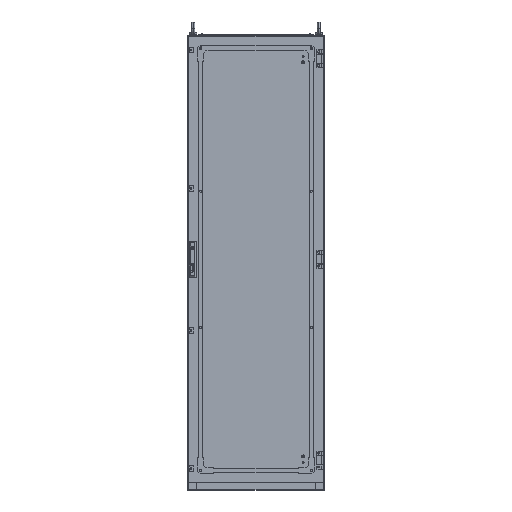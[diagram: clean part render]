
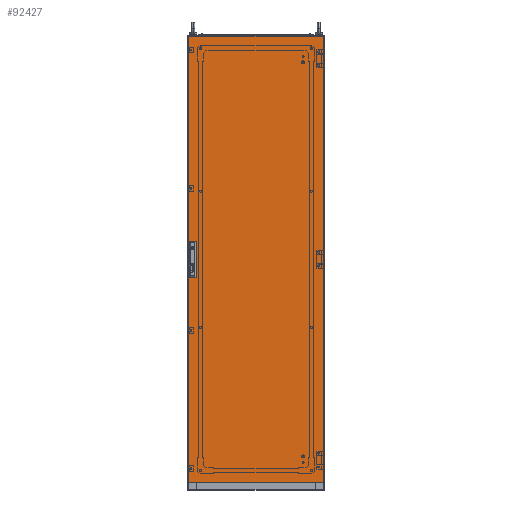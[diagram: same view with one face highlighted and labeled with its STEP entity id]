
A CAD part, top view. The second image highlights one B-rep face of the part: STEP entity #92427.
In plain terms, the highlighted planar face has unit normal (0, 0, 1).
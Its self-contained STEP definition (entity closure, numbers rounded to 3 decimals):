
#589 = VECTOR ( 'NONE', #77546, 1000. ) ;
#2084 = DIRECTION ( 'NONE',  ( 1., 0., 0. ) ) ;
#4091 = CARTESIAN_POINT ( 'NONE',  ( -290.7, 38.5, 0. ) ) ;
#6059 = CARTESIAN_POINT ( 'NONE',  ( -265.7, 88.5, 0. ) ) ;
#7111 = CARTESIAN_POINT ( 'NONE',  ( -297., 997., 0. ) ) ;
#7445 = EDGE_CURVE ( 'NONE', #127537, #168943, #150542, .T. ) ;
#7798 = EDGE_CURVE ( 'NONE', #142435, #31925, #136380, .T. ) ;
#8205 = CARTESIAN_POINT ( 'NONE',  ( 0., 0., 0. ) ) ;
#8377 = CARTESIAN_POINT ( 'NONE',  ( -290.7, -11.5, 0. ) ) ;
#11230 = EDGE_CURVE ( 'NONE', #126552, #142435, #111482, .T. ) ;
#12083 = ORIENTED_EDGE ( 'NONE', *, *, #132356, .F. ) ;
#12117 = CARTESIAN_POINT ( 'NONE',  ( 297., 997., 0. ) ) ;
#12954 = LINE ( 'NONE', #91489, #589 ) ;
#15202 = CARTESIAN_POINT ( 'NONE',  ( -297., -970., 0. ) ) ;
#16793 = VERTEX_POINT ( 'NONE', #129501 ) ;
#24406 = EDGE_CURVE ( 'NONE', #62676, #130176, #59553, .T. ) ;
#25317 = EDGE_LOOP ( 'NONE', ( #40443, #128524, #159445, #12083 ) ) ;
#25518 = DIRECTION ( 'NONE',  ( 1., 0., 0. ) ) ;
#27108 = LINE ( 'NONE', #121307, #133842 ) ;
#31925 = VERTEX_POINT ( 'NONE', #80858 ) ;
#36246 = DIRECTION ( 'NONE',  ( 0., 1., 0. ) ) ;
#37459 = DIRECTION ( 'NONE',  ( 0., 1., 0. ) ) ;
#39026 = VECTOR ( 'NONE', #2084, 1000. ) ;
#40443 = ORIENTED_EDGE ( 'NONE', *, *, #24406, .F. ) ;
#46905 = CARTESIAN_POINT ( 'NONE',  ( -297., -970., 0. ) ) ;
#47301 = DIRECTION ( 'NONE',  ( 0., -1., 0. ) ) ;
#49625 = VECTOR ( 'NONE', #120163, 1000. ) ;
#50533 = CARTESIAN_POINT ( 'NONE',  ( -290.7, -61.5, 0. ) ) ;
#52658 = CARTESIAN_POINT ( 'NONE',  ( -265.7, -11.5, 0. ) ) ;
#55931 = DIRECTION ( 'NONE',  ( -1., 0., 0. ) ) ;
#55945 = VECTOR ( 'NONE', #37459, 1000. ) ;
#56252 = EDGE_CURVE ( 'NONE', #168943, #151512, #27108, .T. ) ;
#58361 = CARTESIAN_POINT ( 'NONE',  ( -297., 997., 0. ) ) ;
#59553 = LINE ( 'NONE', #128367, #160873 ) ;
#61017 = EDGE_LOOP ( 'NONE', ( #117287, #71209, #147392, #127447 ) ) ;
#61463 = DIRECTION ( 'NONE',  ( 1., 0., 0. ) ) ;
#62676 = VERTEX_POINT ( 'NONE', #8377 ) ;
#63204 = PLANE ( 'NONE',  #121692 ) ;
#64661 = EDGE_CURVE ( 'NONE', #31925, #158521, #156976, .T. ) ;
#65130 = CARTESIAN_POINT ( 'NONE',  ( -297., 997., 0. ) ) ;
#65388 = ORIENTED_EDGE ( 'NONE', *, *, #64661, .T. ) ;
#68880 = CARTESIAN_POINT ( 'NONE',  ( -265.7, -11.5, 0. ) ) ;
#69899 = ORIENTED_EDGE ( 'NONE', *, *, #11230, .T. ) ;
#70458 = LINE ( 'NONE', #121935, #152758 ) ;
#71209 = ORIENTED_EDGE ( 'NONE', *, *, #56252, .F. ) ;
#71600 = EDGE_CURVE ( 'NONE', #88459, #127537, #76221, .T. ) ;
#72585 = DIRECTION ( 'NONE',  ( -1., 0., 0. ) ) ;
#74999 = VECTOR ( 'NONE', #36246, 1000. ) ;
#76221 = LINE ( 'NONE', #103209, #133075 ) ;
#77546 = DIRECTION ( 'NONE',  ( 0., 1., 0. ) ) ;
#78364 = CARTESIAN_POINT ( 'NONE',  ( -290.7, 38.5, 0. ) ) ;
#78919 = CARTESIAN_POINT ( 'NONE',  ( 297., 997., 0. ) ) ;
#79171 = EDGE_CURVE ( 'NONE', #106825, #62676, #87582, .T. ) ;
#80031 = VECTOR ( 'NONE', #72585, 1000. ) ;
#80858 = CARTESIAN_POINT ( 'NONE',  ( 297., -970., 0. ) ) ;
#85282 = DIRECTION ( 'NONE',  ( 1., 0., 0. ) ) ;
#87582 = LINE ( 'NONE', #52658, #170210 ) ;
#88382 = EDGE_CURVE ( 'NONE', #16793, #106825, #12954, .T. ) ;
#88459 = VERTEX_POINT ( 'NONE', #4091 ) ;
#91489 = CARTESIAN_POINT ( 'NONE',  ( -265.7, -61.5, 0. ) ) ;
#91955 = FACE_BOUND ( 'NONE', #25317, .T. ) ;
#92427 = ADVANCED_FACE ( 'NONE', ( #158249, #91955, #114610 ), #63204, .T. ) ;
#103209 = CARTESIAN_POINT ( 'NONE',  ( -265.7, 38.5, 0. ) ) ;
#103836 = EDGE_CURVE ( 'NONE', #151512, #88459, #170026, .T. ) ;
#106825 = VERTEX_POINT ( 'NONE', #68880 ) ;
#111482 = LINE ( 'NONE', #58361, #127539 ) ;
#114610 = FACE_OUTER_BOUND ( 'NONE', #171303, .T. ) ;
#115315 = CARTESIAN_POINT ( 'NONE',  ( -290.7, 88.5, 0. ) ) ;
#117153 = EDGE_CURVE ( 'NONE', #158521, #126552, #165103, .T. ) ;
#117168 = DIRECTION ( 'NONE',  ( -1., 0., 0. ) ) ;
#117287 = ORIENTED_EDGE ( 'NONE', *, *, #103836, .F. ) ;
#120163 = DIRECTION ( 'NONE',  ( 0., -1., 0. ) ) ;
#121307 = CARTESIAN_POINT ( 'NONE',  ( -265.7, 88.5, 0. ) ) ;
#121692 = AXIS2_PLACEMENT_3D ( 'NONE', #8205, #169650, #61463 ) ;
#121935 = CARTESIAN_POINT ( 'NONE',  ( -265.7, -61.5, 0. ) ) ;
#125443 = DIRECTION ( 'NONE',  ( 0., -1., 0. ) ) ;
#126361 = ORIENTED_EDGE ( 'NONE', *, *, #7798, .T. ) ;
#126552 = VERTEX_POINT ( 'NONE', #65130 ) ;
#127447 = ORIENTED_EDGE ( 'NONE', *, *, #71600, .F. ) ;
#127537 = VERTEX_POINT ( 'NONE', #149847 ) ;
#127539 = VECTOR ( 'NONE', #125443, 1000. ) ;
#128367 = CARTESIAN_POINT ( 'NONE',  ( -290.7, -61.5, 0. ) ) ;
#128524 = ORIENTED_EDGE ( 'NONE', *, *, #79171, .F. ) ;
#129501 = CARTESIAN_POINT ( 'NONE',  ( -265.7, -61.5, 0. ) ) ;
#130176 = VERTEX_POINT ( 'NONE', #50533 ) ;
#132356 = EDGE_CURVE ( 'NONE', #130176, #16793, #70458, .T. ) ;
#133075 = VECTOR ( 'NONE', #25518, 1000. ) ;
#133842 = VECTOR ( 'NONE', #55931, 1000. ) ;
#136380 = LINE ( 'NONE', #15202, #39026 ) ;
#137435 = CARTESIAN_POINT ( 'NONE',  ( -265.7, 38.5, 0. ) ) ;
#142435 = VERTEX_POINT ( 'NONE', #46905 ) ;
#147392 = ORIENTED_EDGE ( 'NONE', *, *, #7445, .F. ) ;
#149847 = CARTESIAN_POINT ( 'NONE',  ( -265.7, 38.5, 0. ) ) ;
#150542 = LINE ( 'NONE', #137435, #74999 ) ;
#151512 = VERTEX_POINT ( 'NONE', #115315 ) ;
#152758 = VECTOR ( 'NONE', #85282, 1000. ) ;
#156976 = LINE ( 'NONE', #12117, #55945 ) ;
#157641 = ORIENTED_EDGE ( 'NONE', *, *, #117153, .T. ) ;
#158249 = FACE_BOUND ( 'NONE', #61017, .T. ) ;
#158521 = VERTEX_POINT ( 'NONE', #78919 ) ;
#159445 = ORIENTED_EDGE ( 'NONE', *, *, #88382, .F. ) ;
#160873 = VECTOR ( 'NONE', #47301, 1000. ) ;
#165103 = LINE ( 'NONE', #7111, #80031 ) ;
#168943 = VERTEX_POINT ( 'NONE', #6059 ) ;
#169650 = DIRECTION ( 'NONE',  ( 0., 0., 1. ) ) ;
#170026 = LINE ( 'NONE', #78364, #49625 ) ;
#170210 = VECTOR ( 'NONE', #117168, 1000. ) ;
#171303 = EDGE_LOOP ( 'NONE', ( #69899, #126361, #65388, #157641 ) ) ;
